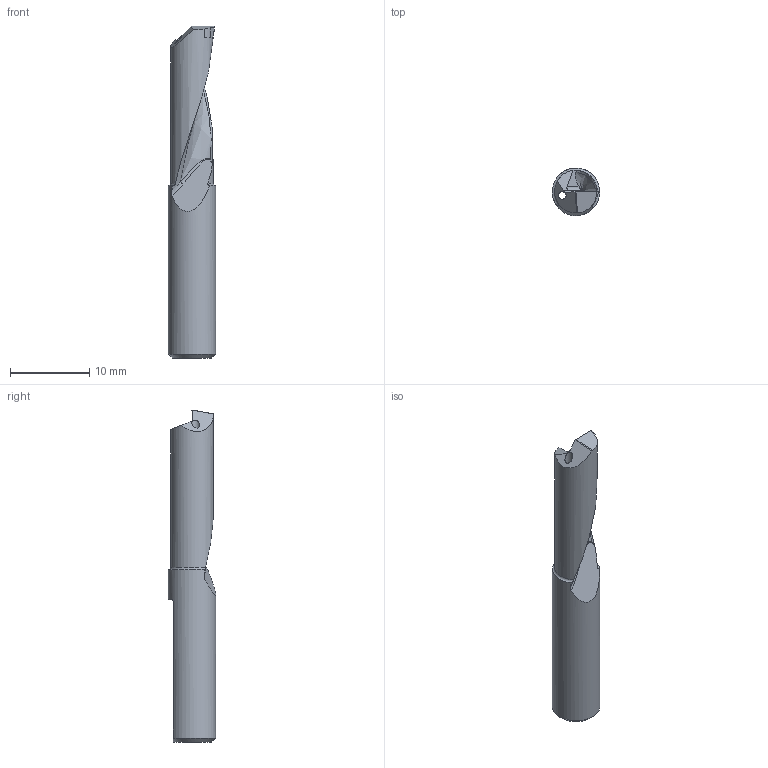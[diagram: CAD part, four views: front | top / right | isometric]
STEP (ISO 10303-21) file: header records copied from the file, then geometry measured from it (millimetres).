
FILE_DESCRIPTION (( 'STEP AP203' ), '1' );
FILE_NAME ('RDT.6-20.step', '2024-06-06T07:30:34', ( '' ), ( '' ), 'SwSTEP 2.0', 'SolidWorks 2022', '' );
FILE_SCHEMA (( 'CONFIG_CONTROL_DESIGN' ));
Length unit declared in the file: millimetre
Products named in the file (1): RDT.6-20
Bounding box: 6 x 5.99 x 42 mm (x, y, z)
Volume: 866.3 mm3; surface area: 895.1 mm2
Topology: 1 solids, 1 shells, 33 faces, 91 edges, 60 vertices
Faces by surface type: plane 14, cylinder 10, bspline 6, torus 2, cone 1
Full cylindrical faces by diameter (mm): 1 x1, 6 x1
Entity records: 1504 total; most frequent: CARTESIAN_POINT 758, ORIENTED_EDGE 168, DIRECTION 99, EDGE_CURVE 84, VERTEX_POINT 56, EDGE_LOOP 36, AXIS2_PLACEMENT_3D 36, FACE_OUTER_BOUND 34
